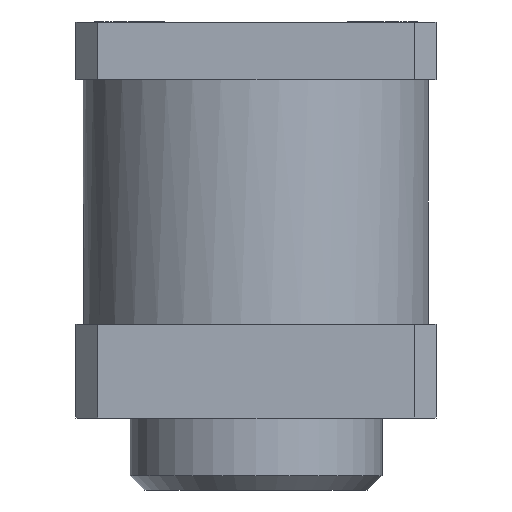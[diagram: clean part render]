
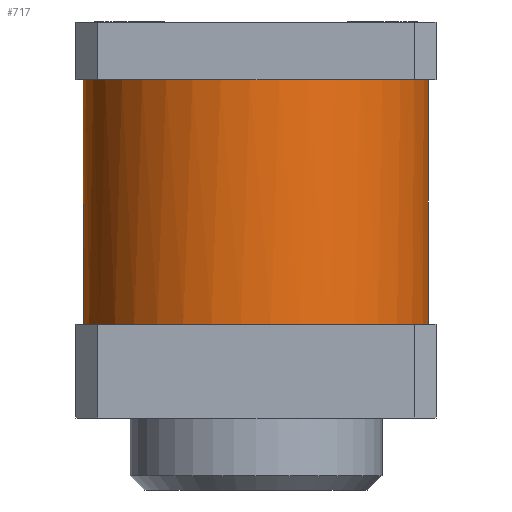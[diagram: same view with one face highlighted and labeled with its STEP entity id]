
A CAD part, front view. The second image highlights one B-rep face of the part: STEP entity #717.
In plain terms, the highlighted cylindrical face has radius 24 mm (diameter 48 mm), a full revolution.
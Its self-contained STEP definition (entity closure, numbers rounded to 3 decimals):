
#13=B_SPLINE_CURVE_WITH_KNOTS('',3,(#1039,#1040,#1041,#1042,#1043,#1044,
#1045,#1046,#1047,#1048,#1049,#1050,#1051,#1052,#1053,#1054,#1055,#1056,
#1057,#1058,#1059,#1060,#1061,#1062,#1063,#1064,#1065,#1066,#1067,#1068,
#1069,#1070,#1071,#1072,#1073,#1074,#1075,#1076,#1077),.UNSPECIFIED.,.F.,
 .F.,(4,2,2,3,2,2,2,2,2,2,2,2,2,2,2,2,2,2,4),(-0.61,-0.462,
-0.231,0.,0.231,0.462,0.924,
1.384,1.615,1.845,2.075,2.306,
2.766,3.228,3.459,3.69,3.921,
4.152,4.3),.UNSPECIFIED.);
#152=CYLINDRICAL_SURFACE('',#794,24.);
#190=FACE_BOUND('',#308,.T.);
#232=FACE_OUTER_BOUND('',#307,.T.);
#307=EDGE_LOOP('',(#643,#644));
#308=EDGE_LOOP('',(#645));
#329=CIRCLE('',#749,24.);
#338=CIRCLE('',#763,24.);
#361=VERTEX_POINT('',#1033);
#363=VERTEX_POINT('',#1037);
#390=VERTEX_POINT('',#1144);
#429=EDGE_CURVE('',#361,#363,#13,.T.);
#442=EDGE_CURVE('',#363,#361,#329,.T.);
#462=EDGE_CURVE('',#390,#390,#338,.T.);
#643=ORIENTED_EDGE('',*,*,#429,.T.);
#644=ORIENTED_EDGE('',*,*,#442,.T.);
#645=ORIENTED_EDGE('',*,*,#462,.F.);
#717=ADVANCED_FACE('',(#232,#190),#152,.T.);
#749=AXIS2_PLACEMENT_3D('',#1103,#864,#865);
#763=AXIS2_PLACEMENT_3D('',#1145,#903,#904);
#794=AXIS2_PLACEMENT_3D('',#1224,#989,#990);
#864=DIRECTION('center_axis',(0.,0.,1.));
#865=DIRECTION('ref_axis',(1.,0.,0.));
#903=DIRECTION('center_axis',(0.,0.,1.));
#904=DIRECTION('ref_axis',(1.,0.,0.));
#989=DIRECTION('center_axis',(0.,0.,-1.));
#990=DIRECTION('ref_axis',(1.,0.,0.));
#1033=CARTESIAN_POINT('',(10.392,21.633,-34.));
#1037=CARTESIAN_POINT('',(-10.392,21.633,-34.));
#1039=CARTESIAN_POINT('Ctrl Pts',(10.392,21.633,-34.));
#1040=CARTESIAN_POINT('Ctrl Pts',(10.646,21.512,-33.561));
#1041=CARTESIAN_POINT('Ctrl Pts',(10.873,21.397,-33.103));
#1042=CARTESIAN_POINT('Ctrl Pts',(11.379,21.134,-31.894));
#1043=CARTESIAN_POINT('Ctrl Pts',(11.614,21.003,-31.122));
#1044=CARTESIAN_POINT('Ctrl Pts',(11.925,20.829,-29.56));
#1045=CARTESIAN_POINT('Ctrl Pts',(12.,20.785,-28.77));
#1046=CARTESIAN_POINT('Ctrl Pts',(12.,20.785,-28.));
#1047=CARTESIAN_POINT('Ctrl Pts',(12.,20.785,-27.23));
#1048=CARTESIAN_POINT('Ctrl Pts',(11.925,20.829,-26.44));
#1049=CARTESIAN_POINT('Ctrl Pts',(11.614,21.003,-24.878));
#1050=CARTESIAN_POINT('Ctrl Pts',(11.379,21.134,-24.106));
#1051=CARTESIAN_POINT('Ctrl Pts',(10.455,21.614,-21.897));
#1052=CARTESIAN_POINT('Ctrl Pts',(9.537,22.052,-20.567));
#1053=CARTESIAN_POINT('Ctrl Pts',(7.436,22.846,-18.466));
#1054=CARTESIAN_POINT('Ctrl Pts',(6.105,23.259,-17.546));
#1055=CARTESIAN_POINT('Ctrl Pts',(3.893,23.694,-16.621));
#1056=CARTESIAN_POINT('Ctrl Pts',(3.12,23.809,-16.385));
#1057=CARTESIAN_POINT('Ctrl Pts',(1.557,23.962,-16.075));
#1058=CARTESIAN_POINT('Ctrl Pts',(0.768,24.,-16.));
#1059=CARTESIAN_POINT('Ctrl Pts',(-0.768,24.,-16.));
#1060=CARTESIAN_POINT('Ctrl Pts',(-1.557,23.962,-16.075));
#1061=CARTESIAN_POINT('Ctrl Pts',(-3.12,23.809,-16.385));
#1062=CARTESIAN_POINT('Ctrl Pts',(-3.893,23.694,-16.621));
#1063=CARTESIAN_POINT('Ctrl Pts',(-6.105,23.259,-17.546));
#1064=CARTESIAN_POINT('Ctrl Pts',(-7.436,22.846,-18.466));
#1065=CARTESIAN_POINT('Ctrl Pts',(-9.537,22.052,-20.567));
#1066=CARTESIAN_POINT('Ctrl Pts',(-10.455,21.614,-21.897));
#1067=CARTESIAN_POINT('Ctrl Pts',(-11.379,21.134,-24.106));
#1068=CARTESIAN_POINT('Ctrl Pts',(-11.614,21.003,-24.878));
#1069=CARTESIAN_POINT('Ctrl Pts',(-11.925,20.829,-26.44));
#1070=CARTESIAN_POINT('Ctrl Pts',(-12.,20.785,-27.23));
#1071=CARTESIAN_POINT('Ctrl Pts',(-12.,20.785,-28.77));
#1072=CARTESIAN_POINT('Ctrl Pts',(-11.925,20.829,-29.56));
#1073=CARTESIAN_POINT('Ctrl Pts',(-11.614,21.003,-31.122));
#1074=CARTESIAN_POINT('Ctrl Pts',(-11.379,21.134,-31.894));
#1075=CARTESIAN_POINT('Ctrl Pts',(-10.873,21.397,-33.103));
#1076=CARTESIAN_POINT('Ctrl Pts',(-10.646,21.512,-33.561));
#1077=CARTESIAN_POINT('Ctrl Pts',(-10.392,21.633,-34.));
#1103=CARTESIAN_POINT('Origin',(0.,0.,-34.));
#1144=CARTESIAN_POINT('',(-24.,0.,0.));
#1145=CARTESIAN_POINT('Origin',(0.,0.,0.));
#1224=CARTESIAN_POINT('Origin',(0.,0.,0.));
